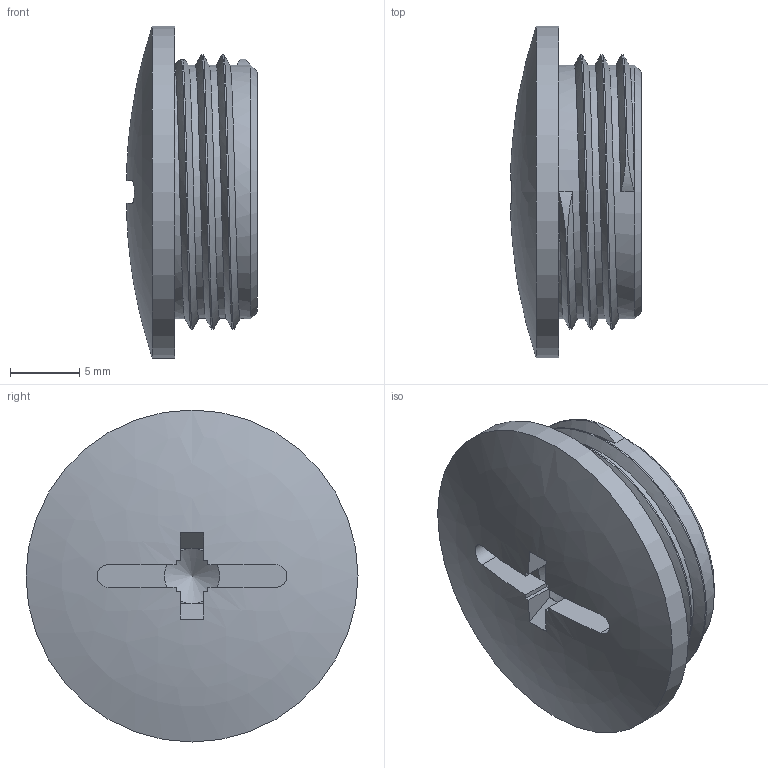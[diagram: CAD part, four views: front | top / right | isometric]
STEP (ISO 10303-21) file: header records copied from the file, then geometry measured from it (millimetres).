
FILE_DESCRIPTION(/* description */ ('Verschlussschraube rund mit Schlitz M 20x1,5'),/* implementation_level */ '2;1');
FILE_NAME(/* name */ '11007520-RST.stp',/* time_stamp */ '2020-04-23T08:16:58+02:00',/* author */ ('sl'),/* organization */ (''),/* preprocessor_version */ 'ST-DEVELOPER v16.5',/* originating_system */ 'Autodesk Inventor 2017',/* authorisation */ '');
FILE_SCHEMA (('AUTOMOTIVE_DESIGN { 1 0 10303 214 3 1 1 }'));
Length unit declared in the file: millimetre
Products named in the file (1): 11007520
Bounding box: 9.49 x 24.05 x 24.05 mm (x, y, z)
Volume: 1684.5 mm3; surface area: 2016.8 mm2
Topology: 1 solids, 1 shells, 59 faces, 149 edges, 93 vertices
Faces by surface type: plane 43, cylinder 8, cone 5, bspline 3
Full cylindrical faces by diameter (mm): 14.92 x1, 24.05 x1
Entity records: 2396 total; most frequent: CARTESIAN_POINT 1047, ORIENTED_EDGE 280, DIRECTION 258, EDGE_CURVE 140, AXIS2_PLACEMENT_3D 92, VERTEX_POINT 89, LINE 74, VECTOR 74
